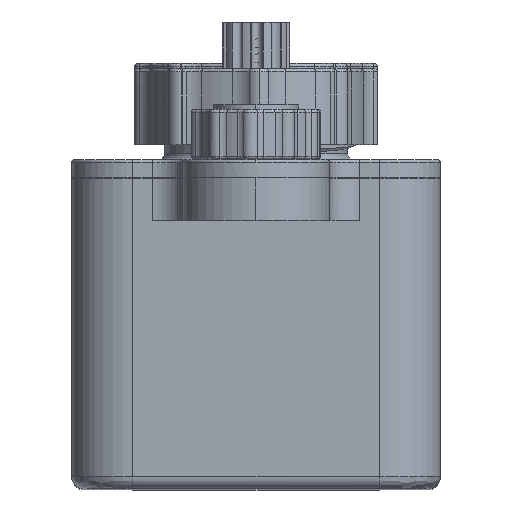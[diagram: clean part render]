
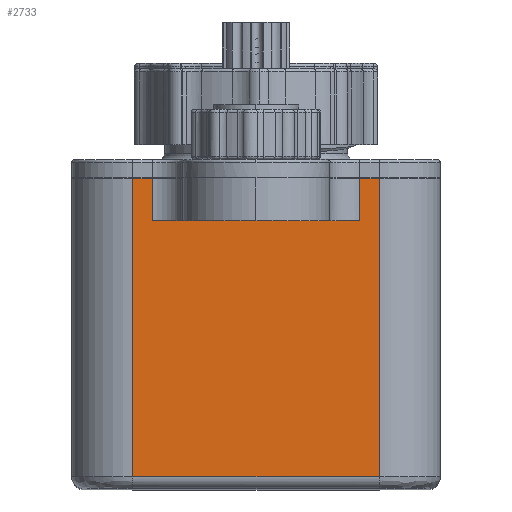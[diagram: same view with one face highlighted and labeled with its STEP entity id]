
A CAD part, top view. The second image highlights one B-rep face of the part: STEP entity #2733.
In plain terms, the highlighted free-form (B-spline) face has degree [1, 1] with [2, 2] control points.
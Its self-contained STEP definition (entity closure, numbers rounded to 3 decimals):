
#2494 = VERTEX_POINT('',#2495);
#2495 = CARTESIAN_POINT('',(-1.741,42.68,
    -113.696));
#2503 = VERTEX_POINT('',#2504);
#2504 = CARTESIAN_POINT('',(33.295,42.68,
    -113.696));
#2510 = EDGE_CURVE('',#2503,#2494,#2511,.T.);
#2511 = B_SPLINE_CURVE_WITH_KNOTS('',1,(#2512,#2513),.UNSPECIFIED.,.F.,
  .F.,(2,2),(-15.25,25.25),.PIECEWISE_BEZIER_KNOTS.);
#2512 = CARTESIAN_POINT('',(33.295,42.68,
    -113.696));
#2513 = CARTESIAN_POINT('',(-1.741,42.68,
    -113.696));
#2733 = ADVANCED_FACE('',(#2734),#2784,.F.);
#2734 = FACE_BOUND('',#2735,.T.);
#2735 = EDGE_LOOP('',(#2736,#2737,#2744,#2751,#2758,#2765,#2772,#2779));
#2736 = ORIENTED_EDGE('',*,*,#2510,.F.);
#2737 = ORIENTED_EDGE('',*,*,#2738,.F.);
#2738 = EDGE_CURVE('',#2739,#2503,#2741,.T.);
#2739 = VERTEX_POINT('',#2740);
#2740 = CARTESIAN_POINT('',(33.295,85.069,
    -113.696));
#2741 = B_SPLINE_CURVE_WITH_KNOTS('',1,(#2742,#2743),.UNSPECIFIED.,.F.,
  .F.,(2,2),(8.,57.),.PIECEWISE_BEZIER_KNOTS.);
#2742 = CARTESIAN_POINT('',(33.295,85.069,
    -113.696));
#2743 = CARTESIAN_POINT('',(33.295,42.68,
    -113.696));
#2744 = ORIENTED_EDGE('',*,*,#2745,.F.);
#2745 = EDGE_CURVE('',#2746,#2739,#2748,.T.);
#2746 = VERTEX_POINT('',#2747);
#2747 = CARTESIAN_POINT('',(30.484,85.069,
    -113.696));
#2748 = B_SPLINE_CURVE_WITH_KNOTS('',1,(#2749,#2750),.UNSPECIFIED.,.F.,
  .F.,(2,2),(12.,15.25),.PIECEWISE_BEZIER_KNOTS.);
#2749 = CARTESIAN_POINT('',(30.484,85.069,
    -113.696));
#2750 = CARTESIAN_POINT('',(33.295,85.069,
    -113.696));
#2751 = ORIENTED_EDGE('',*,*,#2752,.F.);
#2752 = EDGE_CURVE('',#2753,#2746,#2755,.T.);
#2753 = VERTEX_POINT('',#2754);
#2754 = CARTESIAN_POINT('',(30.484,79.014,
    -113.696));
#2755 = B_SPLINE_CURVE_WITH_KNOTS('',1,(#2756,#2757),.UNSPECIFIED.,.F.,
  .F.,(2,2),(-15.,-8.),.PIECEWISE_BEZIER_KNOTS.);
#2756 = CARTESIAN_POINT('',(30.484,79.014,
    -113.696));
#2757 = CARTESIAN_POINT('',(30.484,85.069,
    -113.696));
#2758 = ORIENTED_EDGE('',*,*,#2759,.F.);
#2759 = EDGE_CURVE('',#2760,#2753,#2762,.T.);
#2760 = VERTEX_POINT('',#2761);
#2761 = CARTESIAN_POINT('',(1.07,79.014,
    -113.696));
#2762 = B_SPLINE_CURVE_WITH_KNOTS('',1,(#2763,#2764),.UNSPECIFIED.,.F.,
  .F.,(2,2),(-22.,12.),.PIECEWISE_BEZIER_KNOTS.);
#2763 = CARTESIAN_POINT('',(1.07,79.014,
    -113.696));
#2764 = CARTESIAN_POINT('',(30.484,79.014,
    -113.696));
#2765 = ORIENTED_EDGE('',*,*,#2766,.F.);
#2766 = EDGE_CURVE('',#2767,#2760,#2769,.T.);
#2767 = VERTEX_POINT('',#2768);
#2768 = CARTESIAN_POINT('',(1.07,85.069,
    -113.696));
#2769 = B_SPLINE_CURVE_WITH_KNOTS('',1,(#2770,#2771),.UNSPECIFIED.,.F.,
  .F.,(2,2),(8.,15.),.PIECEWISE_BEZIER_KNOTS.);
#2770 = CARTESIAN_POINT('',(1.07,85.069,
    -113.696));
#2771 = CARTESIAN_POINT('',(1.07,79.014,
    -113.696));
#2772 = ORIENTED_EDGE('',*,*,#2773,.F.);
#2773 = EDGE_CURVE('',#2774,#2767,#2776,.T.);
#2774 = VERTEX_POINT('',#2775);
#2775 = CARTESIAN_POINT('',(-1.741,85.069,
    -113.696));
#2776 = B_SPLINE_CURVE_WITH_KNOTS('',1,(#2777,#2778),.UNSPECIFIED.,.F.,
  .F.,(2,2),(-25.25,-22.),.PIECEWISE_BEZIER_KNOTS.);
#2777 = CARTESIAN_POINT('',(-1.741,85.069,
    -113.696));
#2778 = CARTESIAN_POINT('',(1.07,85.069,
    -113.696));
#2779 = ORIENTED_EDGE('',*,*,#2780,.F.);
#2780 = EDGE_CURVE('',#2494,#2774,#2781,.T.);
#2781 = B_SPLINE_CURVE_WITH_KNOTS('',1,(#2782,#2783),.UNSPECIFIED.,.F.,
  .F.,(2,2),(-57.,-8.),.PIECEWISE_BEZIER_KNOTS.);
#2782 = CARTESIAN_POINT('',(-1.741,42.68,
    -113.696));
#2783 = CARTESIAN_POINT('',(-1.741,85.069,
    -113.696));
#2784 = B_SPLINE_SURFACE_WITH_KNOTS('',1,1,(
    (#2785,#2786)
    ,(#2787,#2788
  )),.UNSPECIFIED.,.F.,.F.,.F.,(2,2),(2,2),(-15.25,25.25),(-57.,-8.),
  .PIECEWISE_BEZIER_KNOTS.);
#2785 = CARTESIAN_POINT('',(33.295,42.68,
    -113.696));
#2786 = CARTESIAN_POINT('',(33.295,85.069,
    -113.696));
#2787 = CARTESIAN_POINT('',(-1.741,42.68,
    -113.696));
#2788 = CARTESIAN_POINT('',(-1.741,85.069,
    -113.696));
